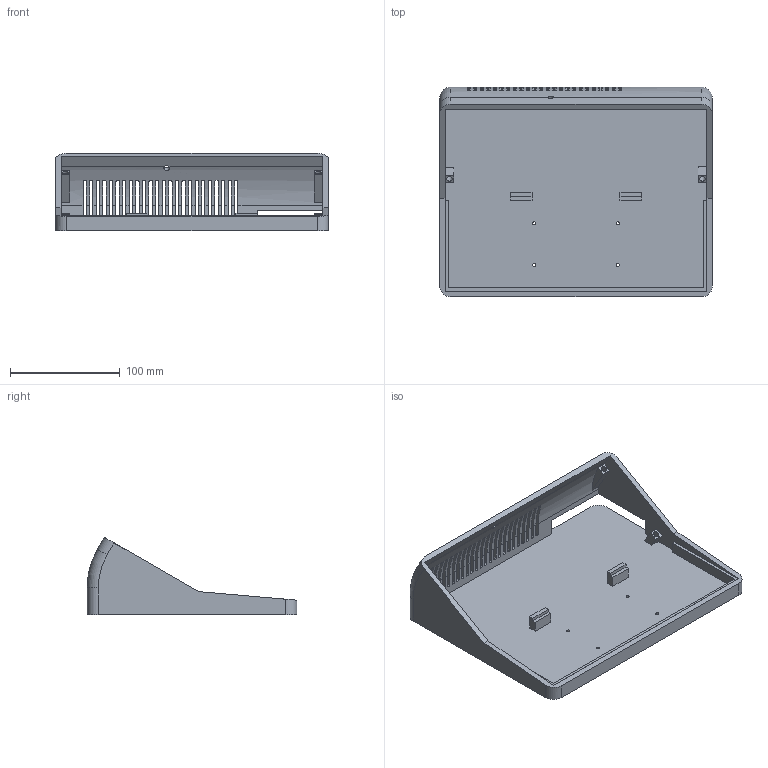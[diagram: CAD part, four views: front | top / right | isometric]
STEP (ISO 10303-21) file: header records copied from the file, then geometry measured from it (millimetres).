
FILE_DESCRIPTION(/* description */ (''),/* implementation_level */ '2;1');
FILE_NAME(/* name */ 'Enclosure.step',/* time_stamp */ '2024-03-15T17:11:34+01:00',/* author */ (''),/* organization */ (''),/* preprocessor_version */ 'ST-DEVELOPER v20',/* originating_system */ 'Autodesk Translation Framework v12.20.1.177',/* authorisation */ '');
FILE_SCHEMA (('AUTOMOTIVE_DESIGN { 1 0 10303 214 3 1 1 }'));
Length unit declared in the file: millimetre
Products named in the file (1): Enclosure
Bounding box: 248.35 x 190.72 x 70.33 mm (x, y, z)
Volume: 287343.7 mm3; surface area: 162081.6 mm2
Topology: 1 solids, 1 shells, 275 faces, 943 edges, 628 vertices
Faces by surface type: plane 153, cylinder 120, torus 2
Full cylindrical faces by diameter (mm): 2.7 x4, 5 x9
Entity records: 11183 total; most frequent: CARTESIAN_POINT 2854, ORIENTED_EDGE 1886, DIRECTION 1633, EDGE_CURVE 943, VERTEX_POINT 628, LINE 599, VECTOR 599, AXIS2_PLACEMENT_3D 517
